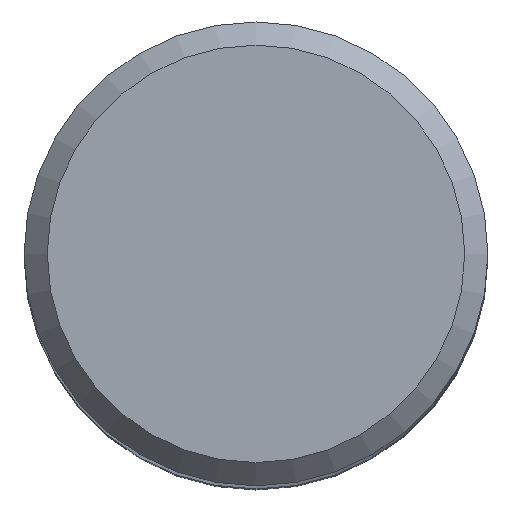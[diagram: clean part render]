
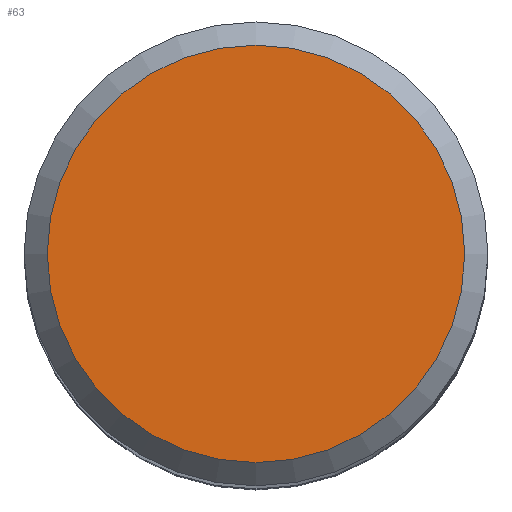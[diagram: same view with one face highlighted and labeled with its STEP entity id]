
A CAD part, top view. The second image highlights one B-rep face of the part: STEP entity #63.
In plain terms, the highlighted planar face has unit normal (0, 0, 1).
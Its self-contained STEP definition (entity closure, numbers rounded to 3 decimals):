
#2 = FACE_OUTER_BOUND ( 'NONE', #21, .T. ) ;
#17 = CARTESIAN_POINT ( 'NONE',  ( 0., 0., 104. ) ) ;
#21 = EDGE_LOOP ( 'NONE', ( #47 ) ) ;
#33 = DIRECTION ( 'NONE',  ( 0., 1., 0. ) ) ;
#35 = CIRCLE ( 'NONE', #243, 9. ) ;
#47 = ORIENTED_EDGE ( 'NONE', *, *, #49, .F. ) ;
#49 = EDGE_CURVE ( 'NONE', #59, #59, #35, .T. ) ;
#59 = VERTEX_POINT ( 'NONE', #125 ) ;
#63 = ADVANCED_FACE ( 'NONE', ( #2 ), #242, .F. ) ;
#74 = CARTESIAN_POINT ( 'NONE',  ( 0., 0., 104. ) ) ;
#104 = DIRECTION ( 'NONE',  ( 0., 0., -1. ) ) ;
#125 = CARTESIAN_POINT ( 'NONE',  ( 0., 9., 104. ) ) ;
#140 = DIRECTION ( 'NONE',  ( 0., 0., -1. ) ) ;
#155 = AXIS2_PLACEMENT_3D ( 'NONE', #17, #140, #33 ) ;
#208 = DIRECTION ( 'NONE',  ( 0., 1., 0. ) ) ;
#242 = PLANE ( 'NONE',  #155 ) ;
#243 = AXIS2_PLACEMENT_3D ( 'NONE', #74, #104, #208 ) ;
